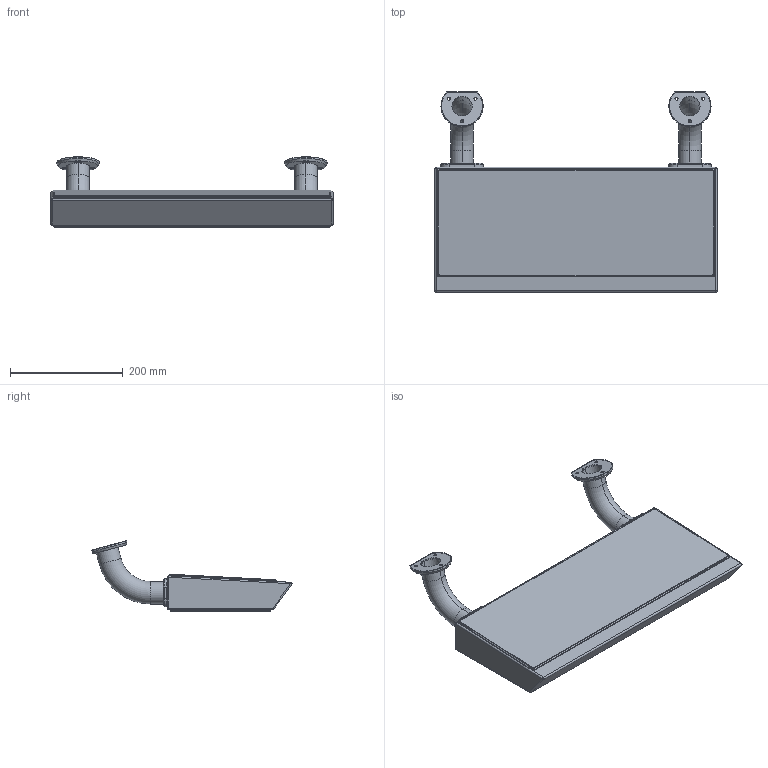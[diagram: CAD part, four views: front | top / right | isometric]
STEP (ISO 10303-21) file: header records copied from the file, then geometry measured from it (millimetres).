
FILE_DESCRIPTION((''),'2;1');
FILE_NAME('CAD-7999_SW0001','2021-10-04T13:42:13',('creinig-se'),(''),'CREO PARAMETRIC BY PTC INC, 2019292','CREO PARAMETRIC BY PTC INC, 2019292','');
FILE_SCHEMA(('CONFIG_CONTROL_DESIGN','SHAPE_APPEARANCE_LAYERS_GROUPS'));
Length unit declared in the file: millimetre
Products named in the file (1): CAD-7999_SW0001
Bounding box: 501.6 x 355.64 x 125.14 mm (x, y, z)
Volume: 6329325.6 mm3; surface area: 396071 mm2
Topology: 1 solids, 1 shells, 722 faces, 1646 edges, 990 vertices
Faces by surface type: plane 296, cone 222, cylinder 184, sphere 12, torus 8
Entity records: 28353 total; most frequent: CARTESIAN_POINT 6186, DIRECTION 3602, ORIENTED_EDGE 3268, EDGE_CURVE 1634, AXIS2_PLACEMENT_3D 1390, VERTEX_POINT 990, FILL_AREA_STYLE_COLOUR 834, FILL_AREA_STYLE 834
